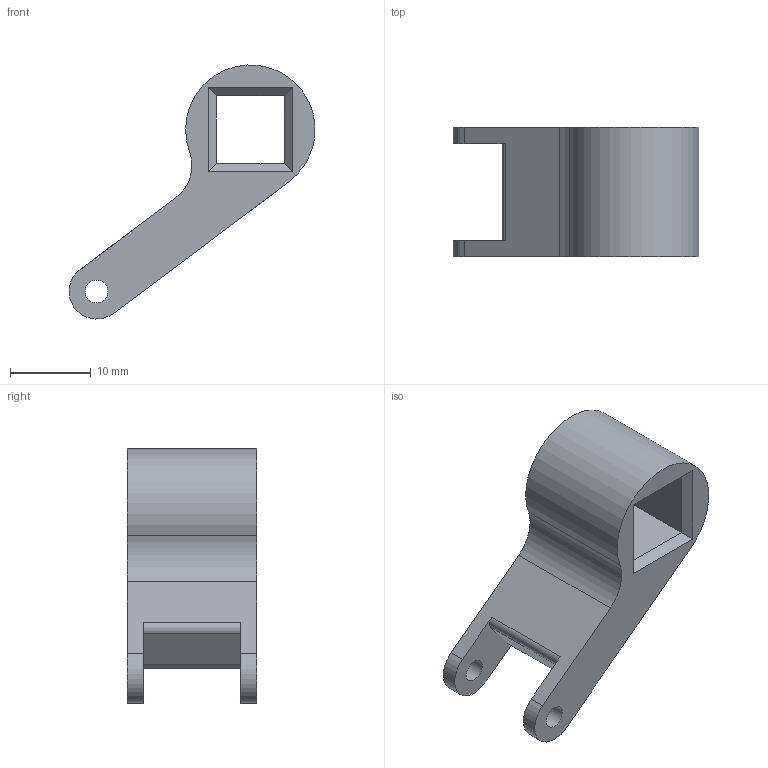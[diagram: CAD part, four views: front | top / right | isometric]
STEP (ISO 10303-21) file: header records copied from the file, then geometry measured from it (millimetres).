
FILE_DESCRIPTION(('FreeCAD Model'),'2;1');
FILE_NAME('Paper roller support.step', '2017-10-18T17:49:07',('Author'),(''), 'Open CASCADE STEP processor 6.8','FreeCAD','Unknown');
FILE_SCHEMA(('AUTOMOTIVE_DESIGN_CC2 { 1 2 10303 214 -1 1 5 4 }'));
Length unit declared in the file: millimetre
Products named in the file (2): ASSEMBLY; Chamfer015
Assembly tree (1 placements, depth 2):
  ASSEMBLY
    Chamfer015
Bounding box: 30.37 x 16 x 31.39 mm (x, y, z)
Volume: 4019 mm3; surface area: 2538.7 mm2
Topology: 1 solids, 1 shells, 27 faces, 71 edges, 46 vertices
Faces by surface type: plane 19, cylinder 8
Full cylindrical faces by diameter (mm): 2.8 x2
Entity records: 1829 total; most frequent: CARTESIAN_POINT 352, DIRECTION 273, LINE 177, VECTOR 177, ORIENTED_EDGE 142, PCURVE 142, DEFINITIONAL_REPRESENTATION 142, EDGE_CURVE 71
